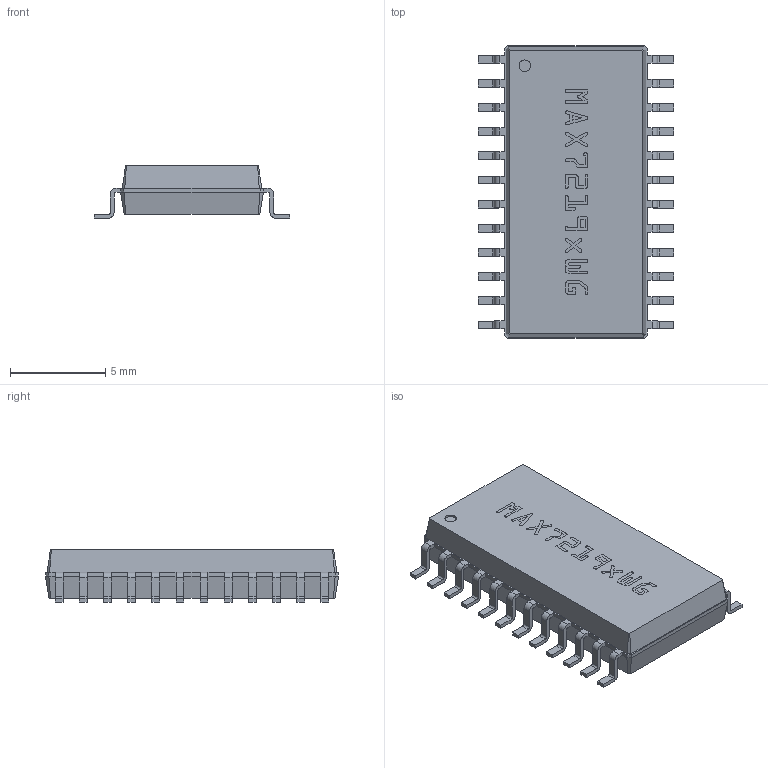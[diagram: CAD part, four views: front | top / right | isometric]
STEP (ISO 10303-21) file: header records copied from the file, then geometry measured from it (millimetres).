
FILE_DESCRIPTION (( 'STEP AP214' ), '1' );
FILE_NAME ('MAX7219xWG.STEP', '2021-03-23T16:37:45', ( '' ), ( '' ), 'SwSTEP 2.0', 'SolidWorks 2018', '' );
FILE_SCHEMA (( 'AUTOMOTIVE_DESIGN' ));
Length unit declared in the file: millimetre
Products named in the file (1): MAX7219xWG
Bounding box: 10.3 x 15.4 x 2.75 mm (x, y, z)
Volume: 285.7 mm3; surface area: 405.7 mm2
Topology: 1 solids, 1 shells, 600 faces, 1635 edges, 1050 vertices
Faces by surface type: plane 365, bspline 137, cylinder 98
Entity records: 23635 total; most frequent: CARTESIAN_POINT 5975, ORIENTED_EDGE 3270, DIRECTION 2549, EDGE_CURVE 1635, LINE 1229, VECTOR 1229, VERTEX_POINT 1050, AXIS2_PLACEMENT_3D 660
